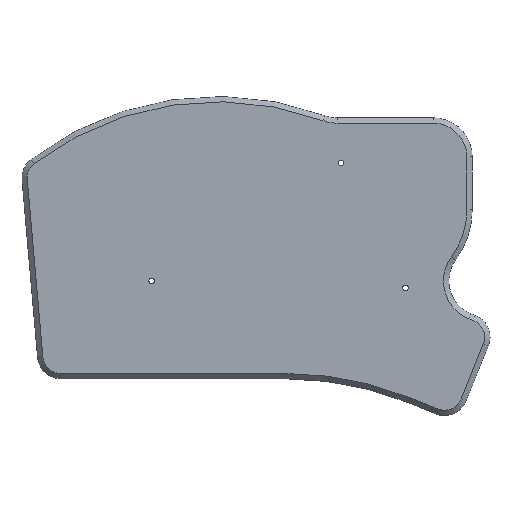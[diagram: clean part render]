
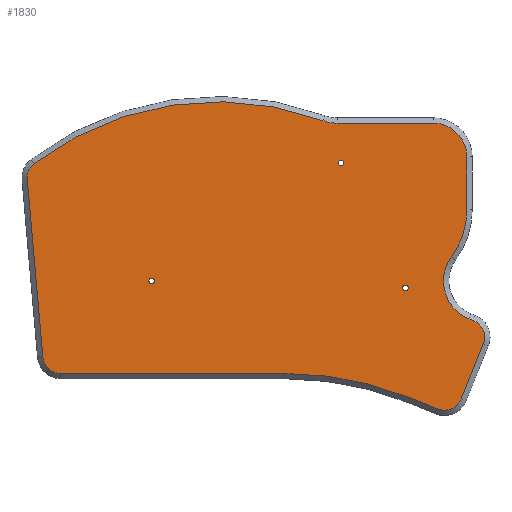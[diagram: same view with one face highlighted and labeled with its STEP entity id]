
A CAD part, front view. The second image highlights one B-rep face of the part: STEP entity #1830.
In plain terms, the highlighted planar face has unit normal (0, -1, 0).
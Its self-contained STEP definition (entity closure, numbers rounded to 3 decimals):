
#15=FACE_BOUND('',#358,.T.);
#16=FACE_BOUND('',#359,.T.);
#17=FACE_BOUND('',#360,.T.);
#95=CIRCLE('',#1965,5.1);
#97=CIRCLE('',#1969,5.1);
#98=CIRCLE('',#1972,11.5);
#100=CIRCLE('',#1975,22.5);
#102=CIRCLE('',#1979,9.5);
#104=CIRCLE('',#1983,11.493);
#106=CIRCLE('',#1986,85.721);
#109=CIRCLE('',#1990,5.1);
#111=CIRCLE('',#1994,5.1);
#112=CIRCLE('',#1997,94.658);
#117=CIRCLE('',#2010,0.8);
#118=CIRCLE('',#2011,0.8);
#119=CIRCLE('',#2012,0.8);
#245=FACE_OUTER_BOUND('',#357,.T.);
#357=EDGE_LOOP('',(#1495,#1496,#1497,#1498,#1499,#1500,#1501,#1502,#1503,
#1504,#1505,#1506,#1507,#1508,#1509,#1510,#1511));
#358=EDGE_LOOP('',(#1512));
#359=EDGE_LOOP('',(#1513));
#360=EDGE_LOOP('',(#1514));
#503=LINE('',#2939,#677);
#507=LINE('',#2949,#681);
#511=LINE('',#2961,#685);
#516=LINE('',#2979,#690);
#520=LINE('',#2991,#694);
#526=LINE('',#3015,#700);
#530=LINE('',#3025,#704);
#677=VECTOR('',#2359,10.);
#681=VECTOR('',#2369,10.);
#685=VECTOR('',#2381,10.);
#690=VECTOR('',#2400,10.);
#694=VECTOR('',#2412,10.);
#700=VECTOR('',#2438,10.);
#704=VECTOR('',#2450,10.);
#846=VERTEX_POINT('',#2936);
#847=VERTEX_POINT('',#2938);
#848=VERTEX_POINT('',#2942);
#850=VERTEX_POINT('',#2947);
#852=VERTEX_POINT('',#2954);
#854=VERTEX_POINT('',#2959);
#856=VERTEX_POINT('',#2965);
#858=VERTEX_POINT('',#2971);
#860=VERTEX_POINT('',#2977);
#862=VERTEX_POINT('',#2983);
#864=VERTEX_POINT('',#2989);
#866=VERTEX_POINT('',#2995);
#868=VERTEX_POINT('',#3001);
#870=VERTEX_POINT('',#3008);
#872=VERTEX_POINT('',#3013);
#873=VERTEX_POINT('',#3019);
#874=VERTEX_POINT('',#3023);
#882=VERTEX_POINT('',#3057);
#883=VERTEX_POINT('',#3059);
#884=VERTEX_POINT('',#3061);
#1053=EDGE_CURVE('',#846,#847,#503,.T.);
#1056=EDGE_CURVE('',#848,#846,#95,.T.);
#1058=EDGE_CURVE('',#850,#848,#507,.T.);
#1062=EDGE_CURVE('',#852,#850,#97,.T.);
#1064=EDGE_CURVE('',#854,#852,#511,.T.);
#1067=EDGE_CURVE('',#856,#854,#98,.T.);
#1070=EDGE_CURVE('',#858,#856,#100,.T.);
#1073=EDGE_CURVE('',#860,#858,#516,.T.);
#1076=EDGE_CURVE('',#862,#860,#102,.T.);
#1079=EDGE_CURVE('',#864,#862,#520,.T.);
#1082=EDGE_CURVE('',#866,#864,#104,.T.);
#1085=EDGE_CURVE('',#868,#866,#106,.T.);
#1089=EDGE_CURVE('',#870,#868,#109,.T.);
#1091=EDGE_CURVE('',#872,#870,#526,.T.);
#1095=EDGE_CURVE('',#873,#872,#111,.T.);
#1097=EDGE_CURVE('',#874,#873,#530,.T.);
#1098=EDGE_CURVE('',#847,#874,#112,.T.);
#1113=EDGE_CURVE('',#882,#882,#117,.T.);
#1114=EDGE_CURVE('',#883,#883,#118,.T.);
#1115=EDGE_CURVE('',#884,#884,#119,.T.);
#1495=ORIENTED_EDGE('',*,*,#1053,.F.);
#1496=ORIENTED_EDGE('',*,*,#1056,.F.);
#1497=ORIENTED_EDGE('',*,*,#1058,.F.);
#1498=ORIENTED_EDGE('',*,*,#1062,.F.);
#1499=ORIENTED_EDGE('',*,*,#1064,.F.);
#1500=ORIENTED_EDGE('',*,*,#1067,.F.);
#1501=ORIENTED_EDGE('',*,*,#1070,.F.);
#1502=ORIENTED_EDGE('',*,*,#1073,.F.);
#1503=ORIENTED_EDGE('',*,*,#1076,.F.);
#1504=ORIENTED_EDGE('',*,*,#1079,.F.);
#1505=ORIENTED_EDGE('',*,*,#1082,.F.);
#1506=ORIENTED_EDGE('',*,*,#1085,.F.);
#1507=ORIENTED_EDGE('',*,*,#1089,.F.);
#1508=ORIENTED_EDGE('',*,*,#1091,.F.);
#1509=ORIENTED_EDGE('',*,*,#1095,.F.);
#1510=ORIENTED_EDGE('',*,*,#1097,.F.);
#1511=ORIENTED_EDGE('',*,*,#1098,.F.);
#1512=ORIENTED_EDGE('',*,*,#1113,.T.);
#1513=ORIENTED_EDGE('',*,*,#1114,.T.);
#1514=ORIENTED_EDGE('',*,*,#1115,.T.);
#1739=PLANE('',#2009);
#1830=ADVANCED_FACE('',(#245,#15,#16,#17),#1739,.T.);
#1965=AXIS2_PLACEMENT_3D('',#2944,#2364,#2365);
#1969=AXIS2_PLACEMENT_3D('',#2956,#2376,#2377);
#1972=AXIS2_PLACEMENT_3D('',#2967,#2386,#2387);
#1975=AXIS2_PLACEMENT_3D('',#2973,#2393,#2394);
#1979=AXIS2_PLACEMENT_3D('',#2985,#2405,#2406);
#1983=AXIS2_PLACEMENT_3D('',#2997,#2417,#2418);
#1986=AXIS2_PLACEMENT_3D('',#3003,#2424,#2425);
#1990=AXIS2_PLACEMENT_3D('',#3010,#2433,#2434);
#1994=AXIS2_PLACEMENT_3D('',#3021,#2445,#2446);
#1997=AXIS2_PLACEMENT_3D('',#3027,#2453,#2454);
#2009=AXIS2_PLACEMENT_3D('',#3056,#2487,#2488);
#2010=AXIS2_PLACEMENT_3D('',#3058,#2489,#2490);
#2011=AXIS2_PLACEMENT_3D('',#3060,#2491,#2492);
#2012=AXIS2_PLACEMENT_3D('',#3062,#2493,#2494);
#2359=DIRECTION('',(-0.927,0.,0.375));
#2364=DIRECTION('center_axis',(0.,1.,0.));
#2365=DIRECTION('ref_axis',(0.391,0.,-0.921));
#2369=DIRECTION('',(-0.375,0.,-0.927));
#2376=DIRECTION('center_axis',(0.,1.,0.));
#2377=DIRECTION('ref_axis',(0.921,0.,0.391));
#2381=DIRECTION('',(0.927,0.,-0.375));
#2386=DIRECTION('center_axis',(0.,-1.,0.));
#2387=DIRECTION('ref_axis',(-0.805,0.,0.593));
#2393=DIRECTION('center_axis',(0.,1.,0.));
#2394=DIRECTION('ref_axis',(0.805,0.,-0.593));
#2400=DIRECTION('',(0.,0.,-1.));
#2405=DIRECTION('center_axis',(0.,1.,0.));
#2406=DIRECTION('ref_axis',(1.,0.,0.));
#2412=DIRECTION('',(1.,0.,0.));
#2417=DIRECTION('center_axis',(0.,-1.,0.));
#2418=DIRECTION('ref_axis',(-0.348,0.,-0.938));
#2424=DIRECTION('center_axis',(0.,1.,0.));
#2425=DIRECTION('ref_axis',(0.348,0.,0.938));
#2433=DIRECTION('center_axis',(0.,1.,0.));
#2434=DIRECTION('ref_axis',(-0.914,0.,0.405));
#2438=DIRECTION('',(-0.087,0.,0.996));
#2445=DIRECTION('center_axis',(0.,1.,0.));
#2446=DIRECTION('ref_axis',(-0.676,0.,-0.737));
#2450=DIRECTION('',(-1.,0.,0.));
#2453=DIRECTION('center_axis',(0.,-1.,0.));
#2454=DIRECTION('ref_axis',(0.375,0.,0.927));
#2487=DIRECTION('center_axis',(0.,-1.,0.));
#2488=DIRECTION('ref_axis',(1.,0.,0.));
#2489=DIRECTION('center_axis',(0.,1.,0.));
#2490=DIRECTION('ref_axis',(1.,0.,0.));
#2491=DIRECTION('center_axis',(0.,1.,0.));
#2492=DIRECTION('ref_axis',(1.,0.,0.));
#2493=DIRECTION('center_axis',(0.,1.,0.));
#2494=DIRECTION('ref_axis',(1.,0.,0.));
#2936=CARTESIAN_POINT('',(43.248,-2.,-49.336));
#2938=CARTESIAN_POINT('',(35.459,-2.,-46.189));
#2939=CARTESIAN_POINT('',(10.26,-2.,-36.008));
#2942=CARTESIAN_POINT('',(49.887,-2.,-46.518));
#2944=CARTESIAN_POINT('Origin',(45.158,-2.,-44.608));
#2947=CARTESIAN_POINT('',(56.18,-2.,-30.941));
#2949=CARTESIAN_POINT('',(51.491,-2.,-42.547));
#2954=CARTESIAN_POINT('',(53.362,-2.,-24.302));
#2956=CARTESIAN_POINT('Origin',(51.452,-2.,-29.031));
#2959=CARTESIAN_POINT('',(52.065,-2.,-23.778));
#2961=CARTESIAN_POINT('',(27.328,-2.,-13.784));
#2965=CARTESIAN_POINT('',(47.114,-2.,-6.294));
#2967=CARTESIAN_POINT('Origin',(56.373,-2.,-13.115));
#2971=CARTESIAN_POINT('',(51.5,-2.,7.052));
#2973=CARTESIAN_POINT('Origin',(29.,-2.,7.052));
#2977=CARTESIAN_POINT('',(51.5,-2.,22.051));
#2979=CARTESIAN_POINT('',(51.5,-2.,0.007));
#2983=CARTESIAN_POINT('',(42.,-2.,31.551));
#2985=CARTESIAN_POINT('Origin',(42.,-2.,22.051));
#2989=CARTESIAN_POINT('',(14.771,-2.,31.551));
#2991=CARTESIAN_POINT('',(17.326,-2.,31.551));
#2995=CARTESIAN_POINT('',(10.772,-2.,32.269));
#2997=CARTESIAN_POINT('Origin',(14.771,-2.,43.044));
#3001=CARTESIAN_POINT('',(-70.944,-2.,20.132));
#3003=CARTESIAN_POINT('Origin',(-19.05,-2.,-48.097));
#3008=CARTESIAN_POINT('',(-72.937,-2.,15.628));
#3010=CARTESIAN_POINT('Origin',(-67.856,-2.,16.073));
#3013=CARTESIAN_POINT('',(-68.539,-2.,-34.641));
#3015=CARTESIAN_POINT('',(-71.858,-2.,3.301));
#3019=CARTESIAN_POINT('',(-63.458,-2.,-39.297));
#3021=CARTESIAN_POINT('Origin',(-63.458,-2.,-34.197));
#3023=CARTESIAN_POINT('',(0.,-2.,-39.297));
#3025=CARTESIAN_POINT('',(-38.427,-2.,-39.297));
#3027=CARTESIAN_POINT('Origin',(0.,-2.,
-133.955));
#3056=CARTESIAN_POINT('Origin',(-7.348,-2.,-7.038));
#3057=CARTESIAN_POINT('',(-38.503,-2.,-13.097));
#3058=CARTESIAN_POINT('Origin',(-37.703,-2.,-13.097));
#3059=CARTESIAN_POINT('',(33.331,-2.,-15.081));
#3060=CARTESIAN_POINT('Origin',(34.131,-2.,-15.081));
#3061=CARTESIAN_POINT('',(15.075,-2.,20.241));
#3062=CARTESIAN_POINT('Origin',(15.875,-2.,20.241));
